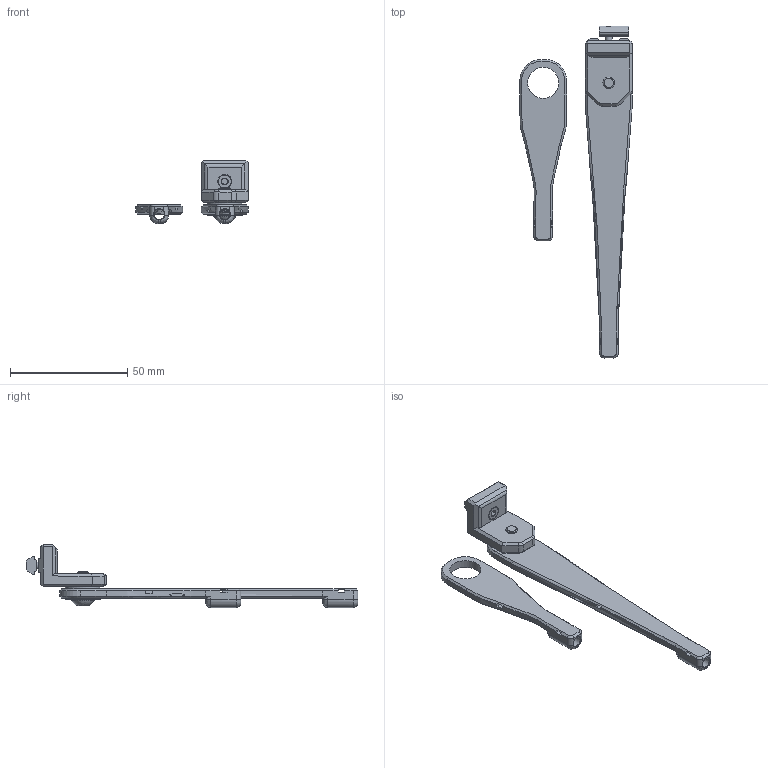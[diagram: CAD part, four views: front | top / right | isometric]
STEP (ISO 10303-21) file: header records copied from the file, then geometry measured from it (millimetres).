
FILE_DESCRIPTION(/* description */ (''),/* implementation_level */ '2;1');
FILE_NAME(/* name */ 'galvanic_bowden_arm.step',/* time_stamp */ '2025-05-29T08:35:58-05:00',/* author */ (''),/* organization */ (''),/* preprocessor_version */ 'ST-DEVELOPER v20.1',/* originating_system */ 'Autodesk Translation Framework v14.10.0.0',/* authorisation */ '');
FILE_SCHEMA (('AUTOMOTIVE_DESIGN { 1 0 10303 214 3 1 1 }'));
Length unit declared in the file: millimetre
Products named in the file (8): Bowden_Guide V2; Long Arm Bearing; Low_Mount_Bearing; F695 Bearing; M5x16 BHCS; Short_Arm_Bearing; M3x8 SHCS; M3 Roll-In T Nut
Assembly tree (8 placements, depth 2):
  Bowden_Guide V2
    Long Arm Bearing
    Low_Mount_Bearing
    F695 Bearing  x2
    M5x16 BHCS
    Short_Arm_Bearing
    M3x8 SHCS
    M3 Roll-In T Nut
Bounding box: 48 x 141.8 x 27 mm (x, y, z)
Volume: 14782.6 mm3; surface area: 12566 mm2
Topology: 8 solids, 8 shells, 300 faces, 724 edges, 440 vertices
Faces by surface type: plane 149, cylinder 60, cone 59, bspline 31, sphere 1
Full cylindrical faces by diameter (mm): 1.2 x4, 3 x1, 3.086 x1, 3.4 x1, 4.4 x2, 4.65 x1, 5 x3, 5.5 x1, 6 x1, 6.5 x4, 9.5 x1, 11.5 x4, 13 x2, 13.3 x2, 15 x2, 15.3 x2
Entity records: 10980 total; most frequent: CARTESIAN_POINT 4369, ORIENTED_EDGE 1360, DIRECTION 1252, EDGE_CURVE 680, AXIS2_PLACEMENT_3D 428, VERTEX_POINT 414, LINE 396, VECTOR 396
